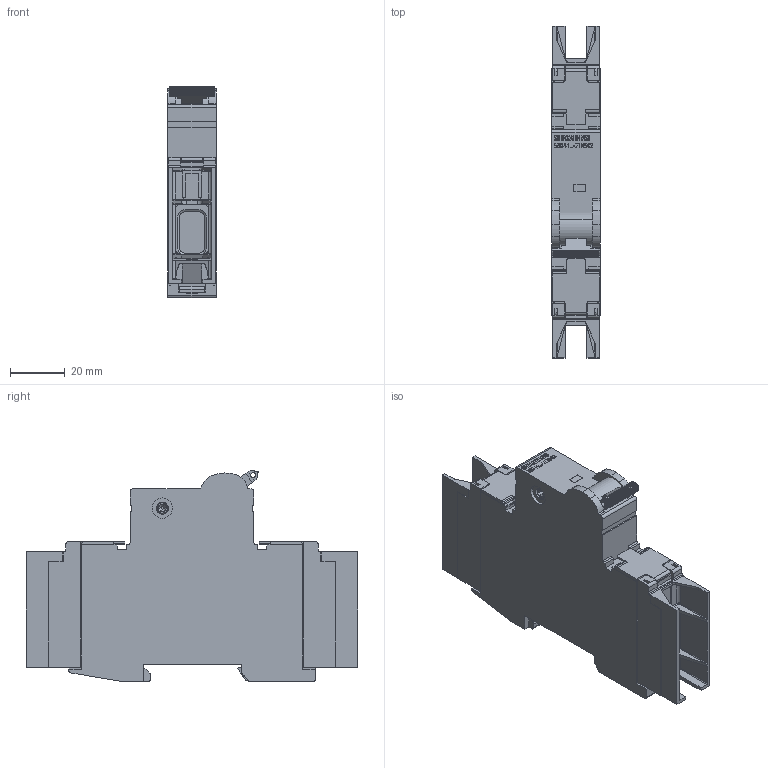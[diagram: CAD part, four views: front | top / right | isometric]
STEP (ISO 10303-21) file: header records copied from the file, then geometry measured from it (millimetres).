
FILE_DESCRIPTION(('STEP AP214'),'1');
FILE_NAME('cctmp_CB43CD74-7CAC-4E2D-81CB-FCBEC1A6F2F5_2023_07_22_08_20_16_0459..stp','2023-07-22T06:20:17',('SIEMENS A&D'),('CADClick - www.CADClick.com'),'Spatial InterOp 3D postprocessed',' ','unknown authorization');
FILE_SCHEMA(('AUTOMOTIVE_DESIGN'));
Length unit declared in the file: millimetre
Products named in the file (3): cc_unnamed; 2023_07_22_08_20_16_0401; 2023_07_22_08_20_16_0397
Assembly tree (2 placements, depth 2):
  cc_unnamed
    2023_07_22_08_20_16_0401
    2023_07_22_08_20_16_0397
Bounding box: 17.6 x 120.8 x 76.99 mm (x, y, z)
Volume: 95986 mm3; surface area: 27230.4 mm2
Topology: 2 solids, 6 shells, 1097 faces, 3097 edges, 2016 vertices
Faces by surface type: plane 623, cylinder 244, cone 90, bspline 64, torus 45, extrusion 31
Entity records: 42172 total; most frequent: CARTESIAN_POINT 11041, ORIENTED_EDGE 6154, DIRECTION 5348, EDGE_CURVE 3077, VERTEX_POINT 2016, VECTOR 1836, LINE 1805, AXIS2_PLACEMENT_3D 1756
